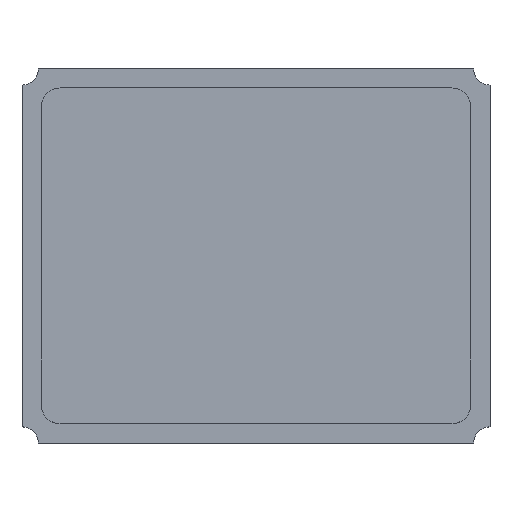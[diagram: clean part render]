
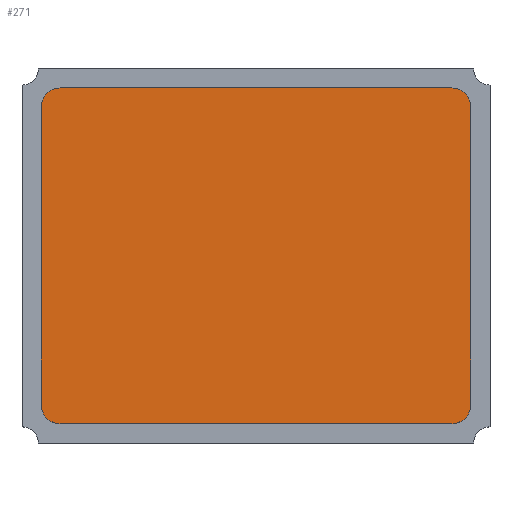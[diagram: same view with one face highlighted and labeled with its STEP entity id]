
A CAD part, top view. The second image highlights one B-rep face of the part: STEP entity #271.
In plain terms, the highlighted planar face has unit normal (0, 0, 1).
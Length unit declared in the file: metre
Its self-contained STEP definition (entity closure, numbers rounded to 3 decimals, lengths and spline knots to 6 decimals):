
#225 = EDGE_CURVE( '', #638, #639, #640, .T. );
#271 = ADVANCED_FACE( '', ( #721 ), #722, .T. );
#377 = EDGE_CURVE( '', #848, #808, #879, .T. );
#427 = EDGE_CURVE( '', #639, #946, #947, .T. );
#431 = EDGE_CURVE( '', #952, #699, #953, .T. );
#433 = EDGE_CURVE( '', #699, #839, #955, .T. );
#453 = EDGE_CURVE( '', #839, #848, #981, .T. );
#515 = EDGE_CURVE( '', #946, #952, #1051, .T. );
#563 = EDGE_CURVE( '', #808, #638, #1107, .T. );
#638 = VERTEX_POINT( '', #1190 );
#639 = VERTEX_POINT( '', #1191 );
#640 = LINE( '', #1192, #1193 );
#699 = VERTEX_POINT( '', #1273 );
#721 = FACE_OUTER_BOUND( '', #1303, .T. );
#722 = PLANE( '', #1304 );
#808 = VERTEX_POINT( '', #1423 );
#839 = VERTEX_POINT( '', #1469 );
#848 = VERTEX_POINT( '', #1481 );
#879 = LINE( '', #1530, #1531 );
#946 = VERTEX_POINT( '', #1625 );
#947 = CIRCLE( '', #1626, 0.0001 );
#952 = VERTEX_POINT( '', #1634 );
#953 = CIRCLE( '', #1635, 0.0001 );
#955 = LINE( '', #1638, #1639 );
#981 = CIRCLE( '', #1677, 0.0001 );
#1051 = LINE( '', #1795, #1796 );
#1107 = CIRCLE( '', #1885, 0.0001 );
#1190 = CARTESIAN_POINT( '', ( 0.001047, 0.000897, 0.00055 ) );
#1191 = CARTESIAN_POINT( '', ( -0.001047, 0.000897, 0.00055 ) );
#1192 = CARTESIAN_POINT( '', ( 0.001147, 0.000897, 0.00055 ) );
#1193 = VECTOR( '', #1968, 1. );
#1273 = CARTESIAN_POINT( '', ( -0.001047, -0.000897, 0.00055 ) );
#1303 = EDGE_LOOP( '', ( #2047, #2048, #2049, #2050, #2051, #2052, #2053, #2054 ) );
#1304 = AXIS2_PLACEMENT_3D( '', #2055, #2056, #2057 );
#1423 = CARTESIAN_POINT( '', ( 0.001147, 0.000797, 0.00055 ) );
#1469 = CARTESIAN_POINT( '', ( 0.001047, -0.000897, 0.00055 ) );
#1481 = CARTESIAN_POINT( '', ( 0.001147, -0.000797, 0.00055 ) );
#1530 = CARTESIAN_POINT( '', ( 0.001147, -0.000897, 0.00055 ) );
#1531 = VECTOR( '', #2218, 1. );
#1625 = CARTESIAN_POINT( '', ( -0.001147, 0.000797, 0.00055 ) );
#1626 = AXIS2_PLACEMENT_3D( '', #2343, #2344, #2345 );
#1634 = CARTESIAN_POINT( '', ( -0.001147, -0.000797, 0.00055 ) );
#1635 = AXIS2_PLACEMENT_3D( '', #2347, #2348, #2349 );
#1638 = CARTESIAN_POINT( '', ( 0.001147, -0.000897, 0.00055 ) );
#1639 = VECTOR( '', #2350, 1. );
#1677 = AXIS2_PLACEMENT_3D( '', #2389, #2390, #2391 );
#1795 = CARTESIAN_POINT( '', ( -0.001147, -0.000897, 0.00055 ) );
#1796 = VECTOR( '', #2467, 1. );
#1885 = AXIS2_PLACEMENT_3D( '', #2546, #2547, #2548 );
#1968 = DIRECTION( '', ( -1., 0., 0. ) );
#2047 = ORIENTED_EDGE( '', *, *, #225, .T. );
#2048 = ORIENTED_EDGE( '', *, *, #427, .T. );
#2049 = ORIENTED_EDGE( '', *, *, #515, .T. );
#2050 = ORIENTED_EDGE( '', *, *, #431, .T. );
#2051 = ORIENTED_EDGE( '', *, *, #433, .T. );
#2052 = ORIENTED_EDGE( '', *, *, #453, .T. );
#2053 = ORIENTED_EDGE( '', *, *, #377, .T. );
#2054 = ORIENTED_EDGE( '', *, *, #563, .T. );
#2055 = CARTESIAN_POINT( '', ( 0., 0., 0.00055 ) );
#2056 = DIRECTION( '', ( 0., 0., 1. ) );
#2057 = DIRECTION( '', ( 1., 0., 0. ) );
#2218 = DIRECTION( '', ( 0., 1., 0. ) );
#2343 = CARTESIAN_POINT( '', ( -0.001047, 0.000797, 0.00055 ) );
#2344 = DIRECTION( '', ( 0., 0., 1. ) );
#2345 = DIRECTION( '', ( 1., 0., 0. ) );
#2347 = CARTESIAN_POINT( '', ( -0.001047, -0.000797, 0.00055 ) );
#2348 = DIRECTION( '', ( 0., 0., 1. ) );
#2349 = DIRECTION( '', ( 1., 0., 0. ) );
#2350 = DIRECTION( '', ( 1., 0., 0. ) );
#2389 = CARTESIAN_POINT( '', ( 0.001047, -0.000797, 0.00055 ) );
#2390 = DIRECTION( '', ( 0., 0., 1. ) );
#2391 = DIRECTION( '', ( 1., 0., 0. ) );
#2467 = DIRECTION( '', ( 0., -1., 0. ) );
#2546 = CARTESIAN_POINT( '', ( 0.001047, 0.000797, 0.00055 ) );
#2547 = DIRECTION( '', ( 0., 0., 1. ) );
#2548 = DIRECTION( '', ( 1., 0., 0. ) );
